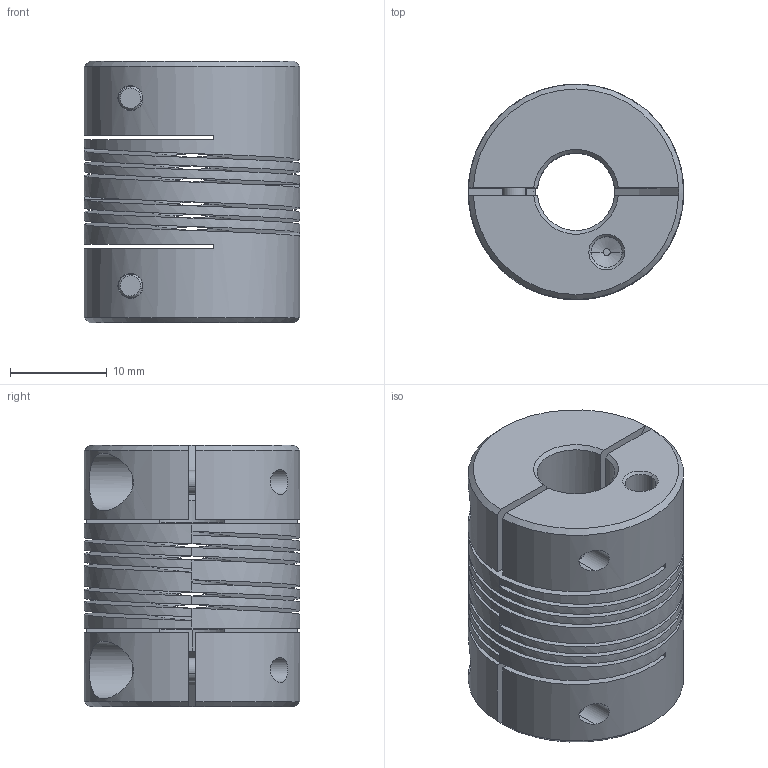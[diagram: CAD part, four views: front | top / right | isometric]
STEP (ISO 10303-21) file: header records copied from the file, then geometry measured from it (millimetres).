
FILE_DESCRIPTION((''),'2;1');
FILE_NAME('PCMR22-8-8-A','2015-09-24T',('SYSTEM'),(''),'PRO/ENGINEER BY PARAMETRIC TECHNOLOGY CORPORATION, 2015110','PRO/ENGINEER BY PARAMETRIC TECHNOLOGY CORPORATION, 2015110','');
FILE_SCHEMA(('AUTOMOTIVE_DESIGN { 1 0 10303 214 1 1 1 1 }'));
Length unit declared in the file: inch
Products named in the file (1): PCMR22-8-8-A
Bounding box: 22.23 x 22.22 x 26.99 mm (x, y, z)
Volume: 7507.2 mm3; surface area: 8697.2 mm2
Topology: 1 solids, 1 shells, 146 faces, 374 edges, 232 vertices
Faces by surface type: cylinder 57, plane 54, cone 27, bspline 8
Entity records: 7654 total; most frequent: CARTESIAN_POINT 3124, ORIENTED_EDGE 748, DIRECTION 666, EDGE_CURVE 374, AXIS2_PLACEMENT_3D 238, VERTEX_POINT 232, VECTOR 190, LINE 190
